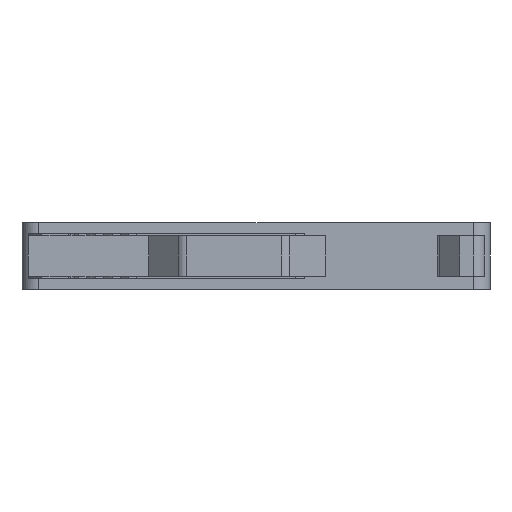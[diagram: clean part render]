
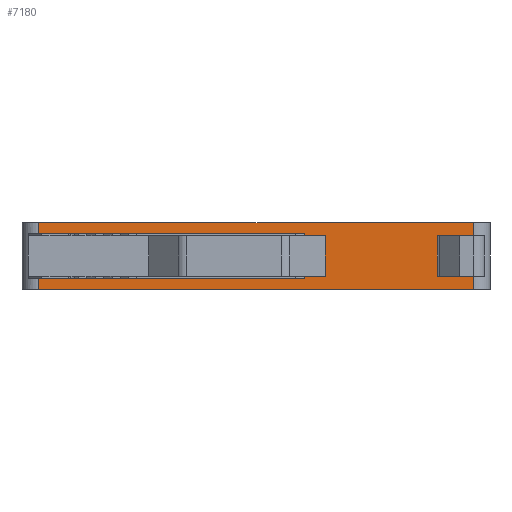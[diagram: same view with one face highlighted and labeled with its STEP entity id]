
A CAD part, front view. The second image highlights one B-rep face of the part: STEP entity #7180.
In plain terms, the highlighted planar face has unit normal (0, -1, 0).
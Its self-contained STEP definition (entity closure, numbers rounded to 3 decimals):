
#59 = VERTEX_POINT ( 'NONE', #2115 ) ;
#63 = LINE ( 'NONE', #5889, #6558 ) ;
#120 = CARTESIAN_POINT ( 'NONE',  ( -19.5, -17.629, 2. ) ) ;
#149 = CARTESIAN_POINT ( 'NONE',  ( -19.5, -17.629, 3. ) ) ;
#279 = ORIENTED_EDGE ( 'NONE', *, *, #3039, .F. ) ;
#366 = LINE ( 'NONE', #4101, #5951 ) ;
#480 = CARTESIAN_POINT ( 'NONE',  ( 4.327, -17.629, 2. ) ) ;
#499 = LINE ( 'NONE', #149, #4124 ) ;
#580 = DIRECTION ( 'NONE',  ( 0., 0., 1. ) ) ;
#717 = VERTEX_POINT ( 'NONE', #5901 ) ;
#770 = LINE ( 'NONE', #3189, #9221 ) ;
#796 = EDGE_CURVE ( 'NONE', #4943, #5872, #5638, .T. ) ;
#880 = EDGE_CURVE ( 'NONE', #9163, #8294, #7455, .T. ) ;
#951 = DIRECTION ( 'NONE',  ( 0., 0., 1. ) ) ;
#1086 = EDGE_CURVE ( 'NONE', #5029, #717, #366, .T. ) ;
#1109 = VERTEX_POINT ( 'NONE', #8507 ) ;
#1172 = CARTESIAN_POINT ( 'NONE',  ( 19.5, -17.629, 3. ) ) ;
#1226 = VERTEX_POINT ( 'NONE', #4387 ) ;
#1312 = CARTESIAN_POINT ( 'NONE',  ( 19.5, -17.629, -2. ) ) ;
#1404 = DIRECTION ( 'NONE',  ( 0., 0., -1. ) ) ;
#1517 = DIRECTION ( 'NONE',  ( 1., 0., 0. ) ) ;
#1621 = DIRECTION ( 'NONE',  ( 0., 0., -1. ) ) ;
#1630 = DIRECTION ( 'NONE',  ( 1., 0., 0. ) ) ;
#1793 = CARTESIAN_POINT ( 'NONE',  ( 19.5, -17.629, 3. ) ) ;
#2071 = ORIENTED_EDGE ( 'NONE', *, *, #5688, .T. ) ;
#2115 = CARTESIAN_POINT ( 'NONE',  ( -19.5, -17.629, -3. ) ) ;
#2164 = ORIENTED_EDGE ( 'NONE', *, *, #880, .F. ) ;
#2189 = LINE ( 'NONE', #7977, #4134 ) ;
#2192 = LINE ( 'NONE', #1312, #2676 ) ;
#2379 = VECTOR ( 'NONE', #1630, 1000. ) ;
#2498 = VERTEX_POINT ( 'NONE', #6414 ) ;
#2521 = VERTEX_POINT ( 'NONE', #2787 ) ;
#2676 = VECTOR ( 'NONE', #7150, 1000. ) ;
#2728 = EDGE_CURVE ( 'NONE', #3261, #5872, #3617, .T. ) ;
#2768 = VECTOR ( 'NONE', #9079, 1000. ) ;
#2776 = CARTESIAN_POINT ( 'NONE',  ( 19.5, -17.629, 2. ) ) ;
#2787 = CARTESIAN_POINT ( 'NONE',  ( 19.5, -17.629, -3. ) ) ;
#2815 = CARTESIAN_POINT ( 'NONE',  ( 19.5, -17.629, 1.8 ) ) ;
#2952 = CARTESIAN_POINT ( 'NONE',  ( 6.207, -17.629, -1.8 ) ) ;
#2987 = EDGE_CURVE ( 'NONE', #9163, #2498, #9465, .T. ) ;
#3039 = EDGE_CURVE ( 'NONE', #717, #3543, #63, .T. ) ;
#3088 = ORIENTED_EDGE ( 'NONE', *, *, #3721, .F. ) ;
#3093 = CARTESIAN_POINT ( 'NONE',  ( 19.5, -17.629, -1.8 ) ) ;
#3189 = CARTESIAN_POINT ( 'NONE',  ( 19.5, -17.629, 1.8 ) ) ;
#3261 = VERTEX_POINT ( 'NONE', #120 ) ;
#3401 = CARTESIAN_POINT ( 'NONE',  ( -19.5, -17.629, 3. ) ) ;
#3420 = LINE ( 'NONE', #5321, #7286 ) ;
#3445 = LINE ( 'NONE', #1793, #7313 ) ;
#3510 = DIRECTION ( 'NONE',  ( 1., 0., 0. ) ) ;
#3543 = VERTEX_POINT ( 'NONE', #3093 ) ;
#3617 = LINE ( 'NONE', #2776, #5543 ) ;
#3666 = VERTEX_POINT ( 'NONE', #3867 ) ;
#3690 = VECTOR ( 'NONE', #3924, 1000. ) ;
#3721 = EDGE_CURVE ( 'NONE', #8053, #1109, #9302, .T. ) ;
#3867 = CARTESIAN_POINT ( 'NONE',  ( 19.5, -17.629, 1.8 ) ) ;
#3924 = DIRECTION ( 'NONE',  ( 1., 0., 0. ) ) ;
#4100 = ORIENTED_EDGE ( 'NONE', *, *, #7567, .T. ) ;
#4101 = CARTESIAN_POINT ( 'NONE',  ( 16.263, -17.629, 1.8 ) ) ;
#4124 = VECTOR ( 'NONE', #1621, 1000. ) ;
#4134 = VECTOR ( 'NONE', #1404, 1000. ) ;
#4163 = PLANE ( 'NONE',  #5555 ) ;
#4387 = CARTESIAN_POINT ( 'NONE',  ( 6.207, -17.629, 1.8 ) ) ;
#4898 = ORIENTED_EDGE ( 'NONE', *, *, #9062, .T. ) ;
#4943 = VERTEX_POINT ( 'NONE', #8199 ) ;
#4962 = DIRECTION ( 'NONE',  ( 0., 1., 0. ) ) ;
#5013 = EDGE_CURVE ( 'NONE', #3543, #2521, #3445, .T. ) ;
#5019 = DIRECTION ( 'NONE',  ( 1., 0., 0. ) ) ;
#5029 = VERTEX_POINT ( 'NONE', #6130 ) ;
#5064 = CARTESIAN_POINT ( 'NONE',  ( 19.5, -17.629, -1.8 ) ) ;
#5154 = ORIENTED_EDGE ( 'NONE', *, *, #8112, .T. ) ;
#5245 = DIRECTION ( 'NONE',  ( 0., 0., 1. ) ) ;
#5321 = CARTESIAN_POINT ( 'NONE',  ( 6.207, -17.629, 3. ) ) ;
#5369 = ORIENTED_EDGE ( 'NONE', *, *, #796, .F. ) ;
#5404 = VECTOR ( 'NONE', #5245, 1000. ) ;
#5495 = EDGE_CURVE ( 'NONE', #8053, #3261, #2189, .T. ) ;
#5543 = VECTOR ( 'NONE', #3510, 1000. ) ;
#5555 = AXIS2_PLACEMENT_3D ( 'NONE', #9352, #4962, #580 ) ;
#5638 = LINE ( 'NONE', #8110, #5404 ) ;
#5688 = EDGE_CURVE ( 'NONE', #9049, #59, #499, .T. ) ;
#5691 = CARTESIAN_POINT ( 'NONE',  ( -19.5, -17.629, -2. ) ) ;
#5798 = VECTOR ( 'NONE', #5019, 1000. ) ;
#5872 = VERTEX_POINT ( 'NONE', #480 ) ;
#5889 = CARTESIAN_POINT ( 'NONE',  ( 19.5, -17.629, -1.8 ) ) ;
#5901 = CARTESIAN_POINT ( 'NONE',  ( 16.263, -17.629, -1.8 ) ) ;
#5951 = VECTOR ( 'NONE', #9247, 1000. ) ;
#6130 = CARTESIAN_POINT ( 'NONE',  ( 16.263, -17.629, 1.8 ) ) ;
#6234 = DIRECTION ( 'NONE',  ( 0., 0., -1. ) ) ;
#6241 = ORIENTED_EDGE ( 'NONE', *, *, #2728, .T. ) ;
#6327 = EDGE_CURVE ( 'NONE', #8294, #1226, #3420, .T. ) ;
#6414 = CARTESIAN_POINT ( 'NONE',  ( 4.327, -17.629, -2. ) ) ;
#6558 = VECTOR ( 'NONE', #1517, 1000. ) ;
#6572 = ORIENTED_EDGE ( 'NONE', *, *, #2987, .T. ) ;
#6748 = LINE ( 'NONE', #7486, #2379 ) ;
#6756 = ORIENTED_EDGE ( 'NONE', *, *, #5495, .T. ) ;
#6916 = DIRECTION ( 'NONE',  ( 0., 0., -1. ) ) ;
#7134 = EDGE_CURVE ( 'NONE', #1109, #3666, #8618, .T. ) ;
#7150 = DIRECTION ( 'NONE',  ( -1., 0., 0. ) ) ;
#7180 = ADVANCED_FACE ( 'NONE', ( #8726 ), #4163, .F. ) ;
#7239 = CARTESIAN_POINT ( 'NONE',  ( 4.327, -17.629, -1.8 ) ) ;
#7272 = ORIENTED_EDGE ( 'NONE', *, *, #6327, .F. ) ;
#7286 = VECTOR ( 'NONE', #951, 1000. ) ;
#7313 = VECTOR ( 'NONE', #6916, 1000. ) ;
#7455 = LINE ( 'NONE', #5064, #9187 ) ;
#7486 = CARTESIAN_POINT ( 'NONE',  ( 19.5, -17.629, -3. ) ) ;
#7567 = EDGE_CURVE ( 'NONE', #59, #2521, #6748, .T. ) ;
#7725 = LINE ( 'NONE', #2815, #5798 ) ;
#7817 = ORIENTED_EDGE ( 'NONE', *, *, #8801, .T. ) ;
#7952 = DIRECTION ( 'NONE',  ( 1., 0., 0. ) ) ;
#7977 = CARTESIAN_POINT ( 'NONE',  ( -19.5, -17.629, 3. ) ) ;
#8053 = VERTEX_POINT ( 'NONE', #3401 ) ;
#8084 = ORIENTED_EDGE ( 'NONE', *, *, #5013, .F. ) ;
#8110 = CARTESIAN_POINT ( 'NONE',  ( 4.327, -17.629, 2. ) ) ;
#8112 = EDGE_CURVE ( 'NONE', #5029, #3666, #7725, .T. ) ;
#8199 = CARTESIAN_POINT ( 'NONE',  ( 4.327, -17.629, 1.8 ) ) ;
#8294 = VERTEX_POINT ( 'NONE', #2952 ) ;
#8312 = CARTESIAN_POINT ( 'NONE',  ( 19.5, -17.629, 3. ) ) ;
#8507 = CARTESIAN_POINT ( 'NONE',  ( 19.5, -17.629, 3. ) ) ;
#8618 = LINE ( 'NONE', #1172, #2768 ) ;
#8726 = FACE_OUTER_BOUND ( 'NONE', #8730, .T. ) ;
#8730 = EDGE_LOOP ( 'NONE', ( #2164, #6572, #4898, #2071, #4100, #8084, #279, #8805, #5154, #8915, #3088, #6756, #6241, #5369, #7817, #7272 ) ) ;
#8750 = VECTOR ( 'NONE', #6234, 1000. ) ;
#8801 = EDGE_CURVE ( 'NONE', #4943, #1226, #770, .T. ) ;
#8805 = ORIENTED_EDGE ( 'NONE', *, *, #1086, .F. ) ;
#8915 = ORIENTED_EDGE ( 'NONE', *, *, #7134, .F. ) ;
#9049 = VERTEX_POINT ( 'NONE', #5691 ) ;
#9059 = DIRECTION ( 'NONE',  ( 1., 0., 0. ) ) ;
#9062 = EDGE_CURVE ( 'NONE', #2498, #9049, #2192, .T. ) ;
#9079 = DIRECTION ( 'NONE',  ( 0., 0., -1. ) ) ;
#9163 = VERTEX_POINT ( 'NONE', #7239 ) ;
#9175 = CARTESIAN_POINT ( 'NONE',  ( 4.327, -17.629, -2. ) ) ;
#9187 = VECTOR ( 'NONE', #7952, 1000. ) ;
#9221 = VECTOR ( 'NONE', #9059, 1000. ) ;
#9247 = DIRECTION ( 'NONE',  ( 0., 0., -1. ) ) ;
#9302 = LINE ( 'NONE', #8312, #3690 ) ;
#9352 = CARTESIAN_POINT ( 'NONE',  ( 19.5, -17.629, 3. ) ) ;
#9465 = LINE ( 'NONE', #9175, #8750 ) ;
